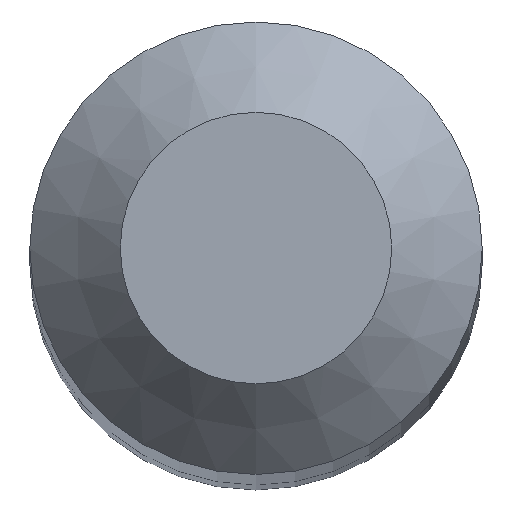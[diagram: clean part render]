
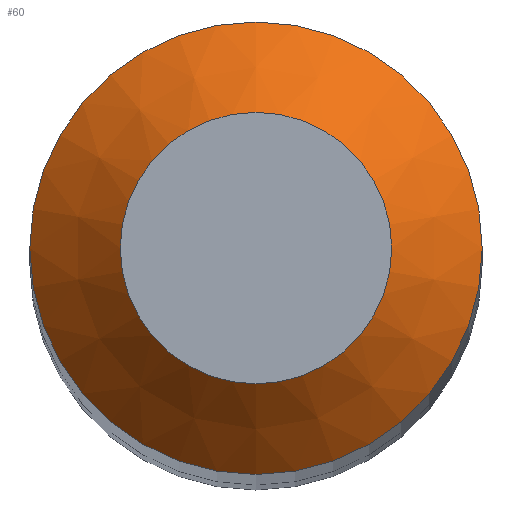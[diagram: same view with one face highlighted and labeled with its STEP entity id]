
A CAD part, top view. The second image highlights one B-rep face of the part: STEP entity #60.
In plain terms, the highlighted conical face has half-angle 45 degrees and reference radius 0.45 mm.
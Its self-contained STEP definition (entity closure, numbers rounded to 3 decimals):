
#2 = VERTEX_POINT ( 'NONE', #106 ) ;
#9 = FACE_OUTER_BOUND ( 'NONE', #119, .T. ) ;
#11 = DIRECTION ( 'NONE',  ( 0., 0., -1. ) ) ;
#12 = AXIS2_PLACEMENT_3D ( 'NONE', #29, #57, #94 ) ;
#22 = DIRECTION ( 'NONE',  ( 0., 0., -1. ) ) ;
#28 = EDGE_CURVE ( 'NONE', #154, #154, #42, .T. ) ;
#29 = CARTESIAN_POINT ( 'NONE',  ( 0., 0., 29.7 ) ) ;
#36 = CONICAL_SURFACE ( 'NONE', #63, 0.45, 0.785 ) ;
#41 = CARTESIAN_POINT ( 'NONE',  ( 0., 0.45, 30. ) ) ;
#42 = CIRCLE ( 'NONE', #125, 0.45 ) ;
#57 = DIRECTION ( 'NONE',  ( 0., 0., -1. ) ) ;
#60 = ADVANCED_FACE ( 'NONE', ( #9, #71 ), #36, .T. ) ;
#63 = AXIS2_PLACEMENT_3D ( 'NONE', #135, #11, #187 ) ;
#71 = FACE_BOUND ( 'NONE', #100, .T. ) ;
#85 = ORIENTED_EDGE ( 'NONE', *, *, #118, .F. ) ;
#94 = DIRECTION ( 'NONE',  ( 0., 1., 0. ) ) ;
#100 = EDGE_LOOP ( 'NONE', ( #181 ) ) ;
#106 = CARTESIAN_POINT ( 'NONE',  ( 0., 0.75, 29.7 ) ) ;
#118 = EDGE_CURVE ( 'NONE', #2, #2, #180, .T. ) ;
#119 = EDGE_LOOP ( 'NONE', ( #85 ) ) ;
#125 = AXIS2_PLACEMENT_3D ( 'NONE', #198, #22, #151 ) ;
#135 = CARTESIAN_POINT ( 'NONE',  ( 0., 0., 30. ) ) ;
#151 = DIRECTION ( 'NONE',  ( 0., 1., 0. ) ) ;
#154 = VERTEX_POINT ( 'NONE', #41 ) ;
#180 = CIRCLE ( 'NONE', #12, 0.75 ) ;
#181 = ORIENTED_EDGE ( 'NONE', *, *, #28, .T. ) ;
#187 = DIRECTION ( 'NONE',  ( 0., 1., 0. ) ) ;
#198 = CARTESIAN_POINT ( 'NONE',  ( 0., 0., 30. ) ) ;
